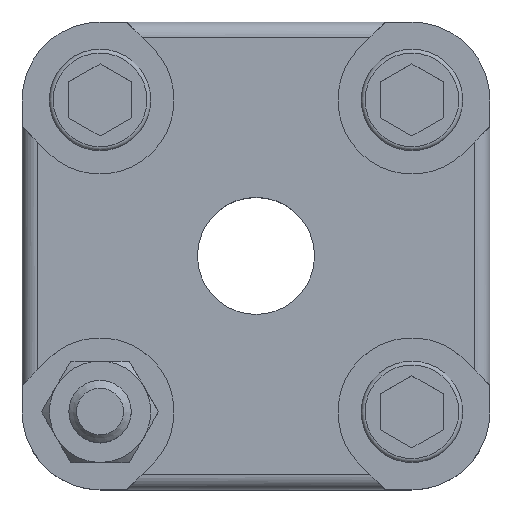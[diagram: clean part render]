
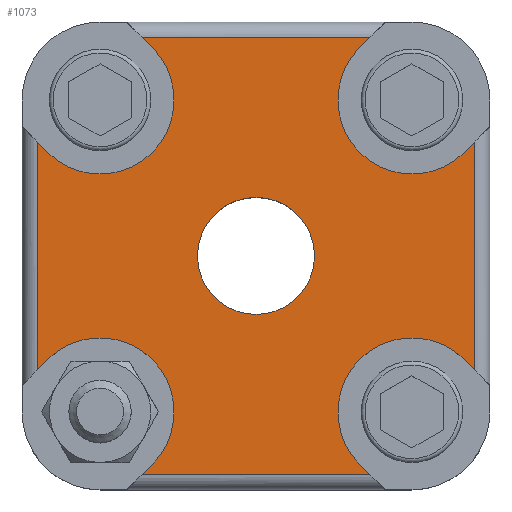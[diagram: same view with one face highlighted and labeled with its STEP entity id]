
A CAD part, top view. The second image highlights one B-rep face of the part: STEP entity #1073.
In plain terms, the highlighted planar face has unit normal (0, 0, 1).
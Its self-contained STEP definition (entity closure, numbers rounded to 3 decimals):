
#74=PLANE('',#1192);
#124=CIRCLE('',#1193,7.5);
#125=CIRCLE('',#1194,9.5);
#126=CIRCLE('',#1195,9.5);
#127=CIRCLE('',#1196,9.5);
#128=CIRCLE('',#1197,9.5);
#204=ORIENTED_EDGE('',*,*,#484,.F.);
#205=ORIENTED_EDGE('',*,*,#485,.F.);
#206=ORIENTED_EDGE('',*,*,#486,.F.);
#207=ORIENTED_EDGE('',*,*,#487,.T.);
#208=ORIENTED_EDGE('',*,*,#488,.F.);
#209=ORIENTED_EDGE('',*,*,#489,.F.);
#210=ORIENTED_EDGE('',*,*,#490,.F.);
#211=ORIENTED_EDGE('',*,*,#491,.T.);
#212=ORIENTED_EDGE('',*,*,#492,.F.);
#213=ORIENTED_EDGE('',*,*,#493,.F.);
#214=ORIENTED_EDGE('',*,*,#494,.F.);
#215=ORIENTED_EDGE('',*,*,#495,.T.);
#216=ORIENTED_EDGE('',*,*,#496,.F.);
#217=ORIENTED_EDGE('',*,*,#497,.F.);
#218=ORIENTED_EDGE('',*,*,#498,.F.);
#219=ORIENTED_EDGE('',*,*,#499,.T.);
#220=ORIENTED_EDGE('',*,*,#500,.F.);
#484=EDGE_CURVE('',#620,#620,#124,.T.);
#485=EDGE_CURVE('',#621,#622,#125,.T.);
#486=EDGE_CURVE('',#623,#621,#716,.T.);
#487=EDGE_CURVE('',#623,#624,#717,.F.);
#488=EDGE_CURVE('',#625,#624,#718,.T.);
#489=EDGE_CURVE('',#626,#625,#126,.T.);
#490=EDGE_CURVE('',#627,#626,#719,.T.);
#491=EDGE_CURVE('',#627,#628,#720,.F.);
#492=EDGE_CURVE('',#629,#628,#721,.T.);
#493=EDGE_CURVE('',#630,#629,#127,.T.);
#494=EDGE_CURVE('',#631,#630,#722,.T.);
#495=EDGE_CURVE('',#631,#632,#723,.F.);
#496=EDGE_CURVE('',#633,#632,#724,.T.);
#497=EDGE_CURVE('',#634,#633,#128,.T.);
#498=EDGE_CURVE('',#635,#634,#725,.T.);
#499=EDGE_CURVE('',#635,#636,#726,.F.);
#500=EDGE_CURVE('',#622,#636,#727,.T.);
#620=VERTEX_POINT('',#1707);
#621=VERTEX_POINT('',#1709);
#622=VERTEX_POINT('',#1710);
#623=VERTEX_POINT('',#1712);
#624=VERTEX_POINT('',#1714);
#625=VERTEX_POINT('',#1716);
#626=VERTEX_POINT('',#1718);
#627=VERTEX_POINT('',#1720);
#628=VERTEX_POINT('',#1722);
#629=VERTEX_POINT('',#1724);
#630=VERTEX_POINT('',#1726);
#631=VERTEX_POINT('',#1728);
#632=VERTEX_POINT('',#1730);
#633=VERTEX_POINT('',#1732);
#634=VERTEX_POINT('',#1734);
#635=VERTEX_POINT('',#1736);
#636=VERTEX_POINT('',#1738);
#716=LINE('',#1711,#800);
#717=LINE('',#1713,#801);
#718=LINE('',#1715,#802);
#719=LINE('',#1719,#803);
#720=LINE('',#1721,#804);
#721=LINE('',#1723,#805);
#722=LINE('',#1727,#806);
#723=LINE('',#1729,#807);
#724=LINE('',#1731,#808);
#725=LINE('',#1735,#809);
#726=LINE('',#1737,#810);
#727=LINE('',#1739,#811);
#800=VECTOR('',#1378,1000.);
#801=VECTOR('',#1379,1000.);
#802=VECTOR('',#1380,1000.);
#803=VECTOR('',#1383,1000.);
#804=VECTOR('',#1384,1000.);
#805=VECTOR('',#1385,1000.);
#806=VECTOR('',#1388,1000.);
#807=VECTOR('',#1389,1000.);
#808=VECTOR('',#1390,1000.);
#809=VECTOR('',#1393,1000.);
#810=VECTOR('',#1394,1000.);
#811=VECTOR('',#1395,1000.);
#868=EDGE_LOOP('',(#204));
#869=EDGE_LOOP('',(#205,#206,#207,#208,#209,#210,#211,#212,#213,#214,#215,
#216,#217,#218,#219,#220));
#962=FACE_BOUND('',#868,.T.);
#963=FACE_BOUND('',#869,.T.);
#1073=ADVANCED_FACE('',(#962,#963),#74,.F.);
#1192=AXIS2_PLACEMENT_3D('',#1705,#1372,#1373);
#1193=AXIS2_PLACEMENT_3D('',#1706,#1374,#1375);
#1194=AXIS2_PLACEMENT_3D('',#1708,#1376,#1377);
#1195=AXIS2_PLACEMENT_3D('',#1717,#1381,#1382);
#1196=AXIS2_PLACEMENT_3D('',#1725,#1386,#1387);
#1197=AXIS2_PLACEMENT_3D('',#1733,#1391,#1392);
#1372=DIRECTION('',(0.,0.,-1.));
#1373=DIRECTION('',(-1.,0.,0.));
#1374=DIRECTION('',(0.,0.,1.));
#1375=DIRECTION('',(1.,0.,0.));
#1376=DIRECTION('',(0.,0.,1.));
#1377=DIRECTION('',(-1.,0.,0.));
#1378=DIRECTION('',(0.707,0.707,0.));
#1379=DIRECTION('',(-1.,0.,0.));
#1380=DIRECTION('',(0.707,-0.707,0.));
#1381=DIRECTION('',(0.,0.,1.));
#1382=DIRECTION('',(1.,0.,0.));
#1383=DIRECTION('',(-0.707,0.707,0.));
#1384=DIRECTION('',(0.,-1.,0.));
#1385=DIRECTION('',(0.707,0.707,0.));
#1386=DIRECTION('',(0.,0.,1.));
#1387=DIRECTION('',(1.,0.,0.));
#1388=DIRECTION('',(-0.707,-0.707,0.));
#1389=DIRECTION('',(1.,0.,0.));
#1390=DIRECTION('',(-0.707,0.707,0.));
#1391=DIRECTION('',(0.,0.,1.));
#1392=DIRECTION('',(-1.,0.,0.));
#1393=DIRECTION('',(0.707,-0.707,0.));
#1394=DIRECTION('',(0.,1.,0.));
#1395=DIRECTION('',(-0.707,-0.707,0.));
#1705=CARTESIAN_POINT('',(-20.,20.,10.));
#1706=CARTESIAN_POINT('',(0.,0.,10.));
#1707=CARTESIAN_POINT('',(7.5,0.,10.));
#1708=CARTESIAN_POINT('',(-20.,-20.,10.));
#1709=CARTESIAN_POINT('',(-13.282,-26.718,10.));
#1710=CARTESIAN_POINT('',(-26.718,-13.282,10.));
#1711=CARTESIAN_POINT('',(-16.565,-30.,10.));
#1712=CARTESIAN_POINT('',(-14.565,-28.,10.));
#1713=CARTESIAN_POINT('',(20.,-28.,10.));
#1714=CARTESIAN_POINT('',(14.565,-28.,10.));
#1715=CARTESIAN_POINT('',(13.282,-26.718,10.));
#1716=CARTESIAN_POINT('',(13.282,-26.718,10.));
#1717=CARTESIAN_POINT('',(20.,-20.,10.));
#1718=CARTESIAN_POINT('',(26.718,-13.282,10.));
#1719=CARTESIAN_POINT('',(30.,-16.565,10.));
#1720=CARTESIAN_POINT('',(28.,-14.565,10.));
#1721=CARTESIAN_POINT('',(28.,20.,10.));
#1722=CARTESIAN_POINT('',(28.,14.565,10.));
#1723=CARTESIAN_POINT('',(26.718,13.282,10.));
#1724=CARTESIAN_POINT('',(26.718,13.282,10.));
#1725=CARTESIAN_POINT('',(20.,20.,10.));
#1726=CARTESIAN_POINT('',(13.282,26.718,10.));
#1727=CARTESIAN_POINT('',(16.565,30.,10.));
#1728=CARTESIAN_POINT('',(14.565,28.,10.));
#1729=CARTESIAN_POINT('',(-20.,28.,10.));
#1730=CARTESIAN_POINT('',(-14.565,28.,10.));
#1731=CARTESIAN_POINT('',(-13.282,26.718,10.));
#1732=CARTESIAN_POINT('',(-13.282,26.718,10.));
#1733=CARTESIAN_POINT('',(-20.,20.,10.));
#1734=CARTESIAN_POINT('',(-26.718,13.282,10.));
#1735=CARTESIAN_POINT('',(-30.,16.565,10.));
#1736=CARTESIAN_POINT('',(-28.,14.565,10.));
#1737=CARTESIAN_POINT('',(-28.,-20.,10.));
#1738=CARTESIAN_POINT('',(-28.,-14.565,10.));
#1739=CARTESIAN_POINT('',(-26.718,-13.282,10.));
